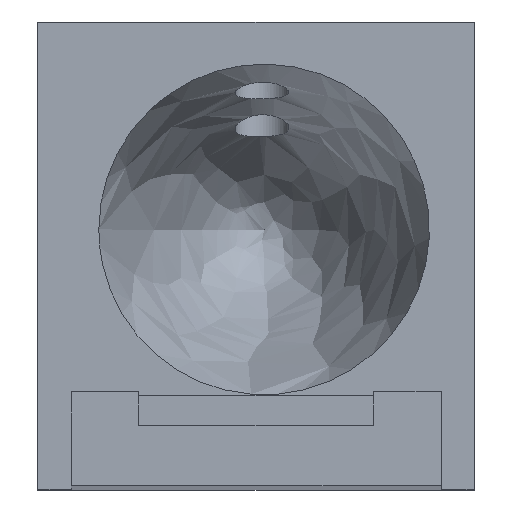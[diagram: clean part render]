
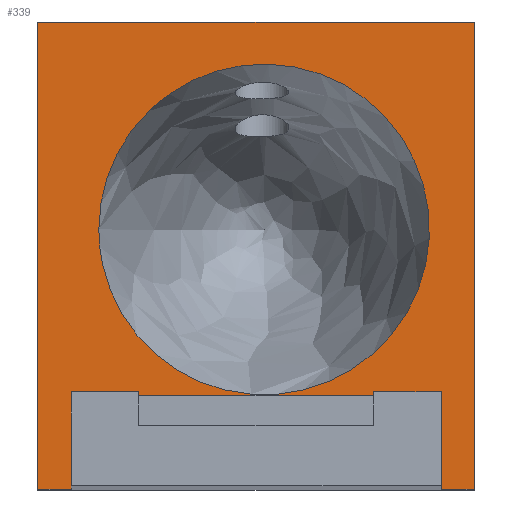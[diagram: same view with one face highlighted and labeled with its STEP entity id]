
A CAD part, top view. The second image highlights one B-rep face of the part: STEP entity #339.
In plain terms, the highlighted planar face has unit normal (0, 0, 1).
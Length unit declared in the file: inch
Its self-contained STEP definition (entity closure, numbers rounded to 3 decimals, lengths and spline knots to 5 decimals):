
#16=FACE_BOUND('',#62,.T.);
#28=PLANE('',#372);
#44=FACE_OUTER_BOUND('',#61,.T.);
#61=EDGE_LOOP('',(#282,#283,#284,#285,#286,#287,#288,#289));
#62=EDGE_LOOP('',(#290));
#78=B_SPLINE_CURVE_WITH_KNOTS('',3,(#647,#648,#649,#650,#651,#652,#653,
#654,#655,#656,#657,#658,#659,#660,#661,#662,#663,#664,#665,#666,#667,#668,
#669,#670,#671,#672,#673,#674,#675,#676,#677,#678,#679,#680,#681,#682,#683),
 .UNSPECIFIED.,.T.,.F.,(4,3,3,3,3,3,3,3,3,3,3,3,4),(3.64278,3.9712,
4.29962,4.62803,4.95645,5.28487,5.61329,
5.94171,6.27012,6.59854,6.92696,7.25538,
7.5838),.UNSPECIFIED.);
#99=LINE('',#628,#137);
#101=LINE('',#632,#139);
#103=LINE('',#636,#141);
#104=LINE('',#638,#142);
#105=LINE('',#640,#143);
#106=LINE('',#642,#144);
#107=LINE('',#644,#145);
#108=LINE('',#645,#146);
#137=VECTOR('',#420,0.3937);
#139=VECTOR('',#424,0.3937);
#141=VECTOR('',#428,0.3937);
#142=VECTOR('',#429,0.3937);
#143=VECTOR('',#430,0.3937);
#144=VECTOR('',#431,0.3937);
#145=VECTOR('',#432,0.3937);
#146=VECTOR('',#433,0.3937);
#176=VERTEX_POINT('',#625);
#177=VERTEX_POINT('',#627);
#178=VERTEX_POINT('',#631);
#179=VERTEX_POINT('',#635);
#180=VERTEX_POINT('',#637);
#181=VERTEX_POINT('',#639);
#182=VERTEX_POINT('',#641);
#183=VERTEX_POINT('',#643);
#184=VERTEX_POINT('',#646);
#215=EDGE_CURVE('',#177,#176,#99,.T.);
#217=EDGE_CURVE('',#178,#177,#101,.T.);
#219=EDGE_CURVE('',#176,#179,#103,.T.);
#220=EDGE_CURVE('',#180,#179,#104,.T.);
#221=EDGE_CURVE('',#180,#181,#105,.T.);
#222=EDGE_CURVE('',#181,#182,#106,.T.);
#223=EDGE_CURVE('',#182,#183,#107,.T.);
#224=EDGE_CURVE('',#178,#183,#108,.T.);
#225=EDGE_CURVE('',#184,#184,#78,.T.);
#282=ORIENTED_EDGE('',*,*,#217,.T.);
#283=ORIENTED_EDGE('',*,*,#215,.T.);
#284=ORIENTED_EDGE('',*,*,#219,.T.);
#285=ORIENTED_EDGE('',*,*,#220,.F.);
#286=ORIENTED_EDGE('',*,*,#221,.T.);
#287=ORIENTED_EDGE('',*,*,#222,.T.);
#288=ORIENTED_EDGE('',*,*,#223,.T.);
#289=ORIENTED_EDGE('',*,*,#224,.F.);
#290=ORIENTED_EDGE('',*,*,#225,.T.);
#339=ADVANCED_FACE('',(#44,#16),#28,.T.);
#372=AXIS2_PLACEMENT_3D('',#634,#426,#427);
#420=DIRECTION('',(1.,0.,0.));
#424=DIRECTION('',(0.,1.,0.));
#426=DIRECTION('center_axis',(0.,0.,
1.));
#427=DIRECTION('ref_axis',(1.,0.,0.));
#428=DIRECTION('',(0.,-1.,0.));
#429=DIRECTION('',(-1.,0.,0.));
#430=DIRECTION('',(0.,1.,0.));
#431=DIRECTION('',(-1.,0.,0.));
#432=DIRECTION('',(0.,-1.,0.));
#433=DIRECTION('',(-1.,0.,0.));
#625=CARTESIAN_POINT('',(0.26692,-0.256,0.59041));
#627=CARTESIAN_POINT('',(-0.28407,-0.256,0.59041));
#628=CARTESIAN_POINT('',(0.07893,-0.256,0.59041));
#631=CARTESIAN_POINT('',(-0.28407,-0.396,0.59041));
#632=CARTESIAN_POINT('',(-0.28407,-0.128,0.59041));
#634=CARTESIAN_POINT('Origin',(-0.00907,0.,
0.59041));
#635=CARTESIAN_POINT('',(0.26692,-0.396,0.59041));
#636=CARTESIAN_POINT('',(0.26692,-0.168,0.59041));
#637=CARTESIAN_POINT('',(0.31593,-0.396,0.59041));
#638=CARTESIAN_POINT('',(0.15343,-0.396,0.59041));
#639=CARTESIAN_POINT('',(0.31593,0.3,0.59041));
#640=CARTESIAN_POINT('',(0.31593,-0.3,0.59041));
#641=CARTESIAN_POINT('',(-0.33407,0.3,0.59041));
#642=CARTESIAN_POINT('',(0.31593,0.3,0.59041));
#643=CARTESIAN_POINT('',(-0.33407,-0.396,0.59041));
#644=CARTESIAN_POINT('',(-0.33407,-0.316,0.59041));
#645=CARTESIAN_POINT('',(0.04093,-0.396,0.59041));
#646=CARTESIAN_POINT('',(-0.24323,-0.00894,0.59041));
#647=CARTESIAN_POINT('Ctrl Pts',(-0.24323,-0.00894,
0.59041));
#648=CARTESIAN_POINT('Ctrl Pts',(-0.24323,0.03403,
0.59041));
#649=CARTESIAN_POINT('Ctrl Pts',(-0.23174,0.077,
0.59041));
#650=CARTESIAN_POINT('Ctrl Pts',(-0.21027,0.11419,0.59041));
#651=CARTESIAN_POINT('Ctrl Pts',(-0.18879,0.15139,0.59041));
#652=CARTESIAN_POINT('Ctrl Pts',(-0.15733,0.18282,0.59041));
#653=CARTESIAN_POINT('Ctrl Pts',(-0.12013,0.20429,0.59041));
#654=CARTESIAN_POINT('Ctrl Pts',(-0.08292,0.22576,
0.59041));
#655=CARTESIAN_POINT('Ctrl Pts',(-0.03997,0.23727,
0.59041));
#656=CARTESIAN_POINT('Ctrl Pts',(0.00298,0.23727,0.59041));
#657=CARTESIAN_POINT('Ctrl Pts',(0.04593,0.23727,0.59041));
#658=CARTESIAN_POINT('Ctrl Pts',(0.08889,0.22576,0.59041));
#659=CARTESIAN_POINT('Ctrl Pts',(0.12609,0.20429,0.59041));
#660=CARTESIAN_POINT('Ctrl Pts',(0.1633,0.18282,0.59041));
#661=CARTESIAN_POINT('Ctrl Pts',(0.19476,0.15139,0.59041));
#662=CARTESIAN_POINT('Ctrl Pts',(0.21624,0.11419,0.59041));
#663=CARTESIAN_POINT('Ctrl Pts',(0.23772,0.07699,0.59041));
#664=CARTESIAN_POINT('Ctrl Pts',(0.24922,0.03403,0.59041));
#665=CARTESIAN_POINT('Ctrl Pts',(0.24922,-0.00894,
0.59041));
#666=CARTESIAN_POINT('Ctrl Pts',(0.24922,-0.05191,
0.59041));
#667=CARTESIAN_POINT('Ctrl Pts',(0.23772,-0.09487,
0.59041));
#668=CARTESIAN_POINT('Ctrl Pts',(0.21624,-0.13207,0.59041));
#669=CARTESIAN_POINT('Ctrl Pts',(0.19476,-0.16927,0.59041));
#670=CARTESIAN_POINT('Ctrl Pts',(0.16329,-0.2007,0.59041));
#671=CARTESIAN_POINT('Ctrl Pts',(0.12609,-0.22217,0.59041));
#672=CARTESIAN_POINT('Ctrl Pts',(0.08888,-0.24364,
0.59041));
#673=CARTESIAN_POINT('Ctrl Pts',(0.04593,-0.25516,0.59041));
#674=CARTESIAN_POINT('Ctrl Pts',(0.00297,-0.25516,
0.59041));
#675=CARTESIAN_POINT('Ctrl Pts',(-0.03999,-0.25517,
0.59041));
#676=CARTESIAN_POINT('Ctrl Pts',(-0.08296,-0.24367,
0.59041));
#677=CARTESIAN_POINT('Ctrl Pts',(-0.12015,-0.22219,
0.59041));
#678=CARTESIAN_POINT('Ctrl Pts',(-0.15735,-0.20071,
0.59041));
#679=CARTESIAN_POINT('Ctrl Pts',(-0.18878,-0.16925,0.59041));
#680=CARTESIAN_POINT('Ctrl Pts',(-0.21025,-0.13205,
0.59041));
#681=CARTESIAN_POINT('Ctrl Pts',(-0.23172,-0.09485,
0.59041));
#682=CARTESIAN_POINT('Ctrl Pts',(-0.24323,-0.05191,
0.59041));
#683=CARTESIAN_POINT('Ctrl Pts',(-0.24323,-0.00894,
0.59041));
